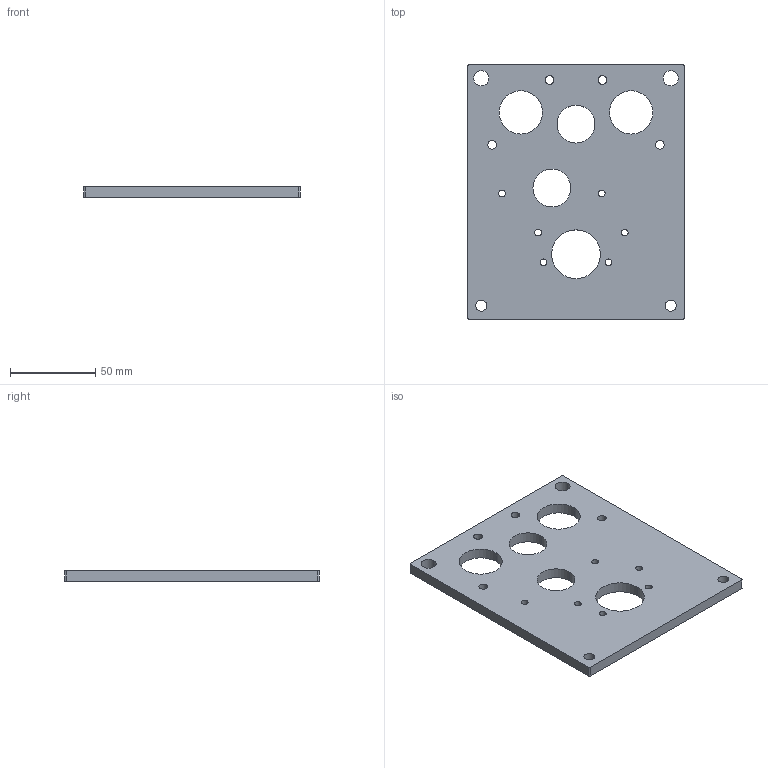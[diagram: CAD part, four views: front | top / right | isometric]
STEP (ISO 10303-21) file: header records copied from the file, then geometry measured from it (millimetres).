
FILE_DESCRIPTION (( 'STEP AP214' ), '1' );
FILE_NAME ('am-2506 Sonic Shifter Motor Plate rev2.STEP', '2015-12-21T18:08:19', ( '' ), ( '' ), 'SwSTEP 2.0', 'SolidWorks 2014', '' );
FILE_SCHEMA (( 'AUTOMOTIVE_DESIGN' ));
Length unit declared in the file: inch
Products named in the file (1): am-2506 Sonic Shifter Motor Plate rev2
Bounding box: 127 x 149.22 x 6.35 mm (x, y, z)
Volume: 82502.8 mm3; surface area: 40916.4 mm2
Topology: 1 solids, 1 shells, 101 faces, 283 edges, 185 vertices
Faces by surface type: cylinder 64, torus 23, plane 9, sphere 5
Entity records: 3474 total; most frequent: DIRECTION 666, CARTESIAN_POINT 600, ORIENTED_EDGE 558, AXIS2_PLACEMENT_3D 287, EDGE_CURVE 279, CIRCLE 185, VERTEX_POINT 183, EDGE_LOOP 142
